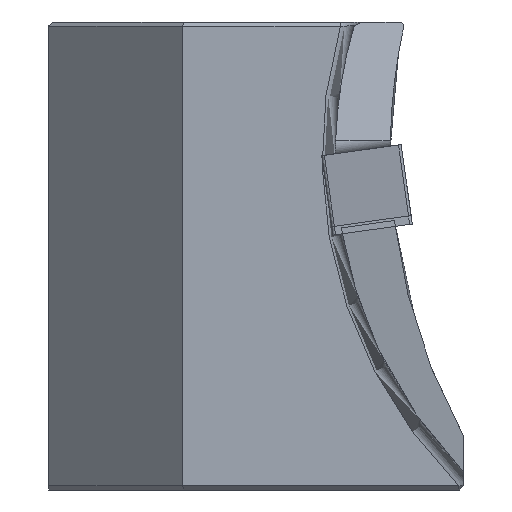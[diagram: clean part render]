
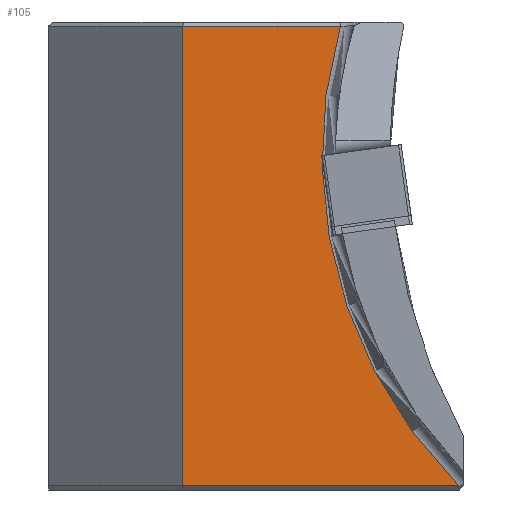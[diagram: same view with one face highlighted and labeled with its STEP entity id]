
A CAD part, left-side view. The second image highlights one B-rep face of the part: STEP entity #105.
In plain terms, the highlighted planar face has unit normal (-1, 0, 0).
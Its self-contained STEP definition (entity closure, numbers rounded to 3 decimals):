
#69=CIRCLE('',#1094,35.);
#105=ADVANCED_FACE('',(#203),#159,.F.);
#159=PLANE('',#1095);
#203=FACE_OUTER_BOUND('',#259,.T.);
#259=EDGE_LOOP('',(#399,#400,#401,#402));
#399=ORIENTED_EDGE('',*,*,#768,.T.);
#400=ORIENTED_EDGE('',*,*,#769,.T.);
#401=ORIENTED_EDGE('',*,*,#770,.T.);
#402=ORIENTED_EDGE('',*,*,#771,.T.);
#661=VERTEX_POINT('',#1618);
#662=VERTEX_POINT('',#1619);
#663=VERTEX_POINT('',#1621);
#664=VERTEX_POINT('',#1623);
#768=EDGE_CURVE('',#661,#662,#69,.T.);
#769=EDGE_CURVE('',#662,#663,#893,.T.);
#770=EDGE_CURVE('',#663,#664,#894,.T.);
#771=EDGE_CURVE('',#664,#661,#895,.T.);
#893=LINE('',#1620,#1000);
#894=LINE('',#1622,#1001);
#895=LINE('',#1624,#1002);
#1000=VECTOR('',#1247,1.);
#1001=VECTOR('',#1248,1.);
#1002=VECTOR('',#1249,1.);
#1094=AXIS2_PLACEMENT_3D('',#1617,#1245,#1246);
#1095=AXIS2_PLACEMENT_3D('',#1625,#1250,#1251);
#1245=DIRECTION('',(1.,0.,0.));
#1246=DIRECTION('',(0.,0.,-1.));
#1247=DIRECTION('',(0.,1.,0.));
#1248=DIRECTION('',(0.,0.,-1.));
#1249=DIRECTION('',(0.,-1.,0.));
#1250=DIRECTION('',(1.,0.,0.));
#1251=DIRECTION('',(0.,0.,-1.));
#1617=CARTESIAN_POINT('',(33.,-80.44,0.));
#1618=CARTESIAN_POINT('',(33.,-55.643,-24.7));
#1619=CARTESIAN_POINT('',(33.,-46.811,9.7));
#1620=CARTESIAN_POINT('',(33.,-80.44,9.7));
#1621=CARTESIAN_POINT('',(33.,-35.,9.7));
#1622=CARTESIAN_POINT('',(33.,-35.,10.));
#1623=CARTESIAN_POINT('',(33.,-35.,-24.7));
#1624=CARTESIAN_POINT('',(33.,-80.44,-24.7));
#1625=CARTESIAN_POINT('',(33.,-80.44,0.));
